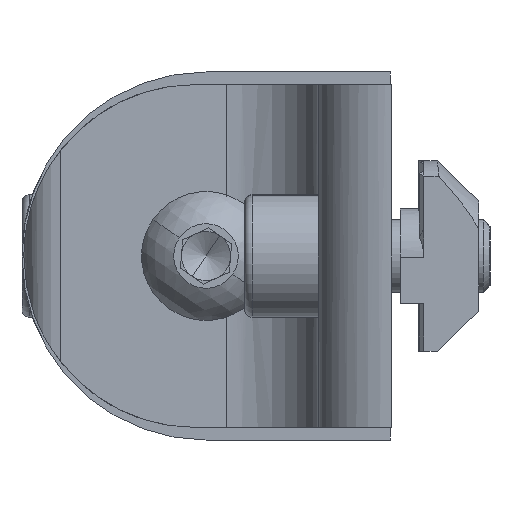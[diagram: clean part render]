
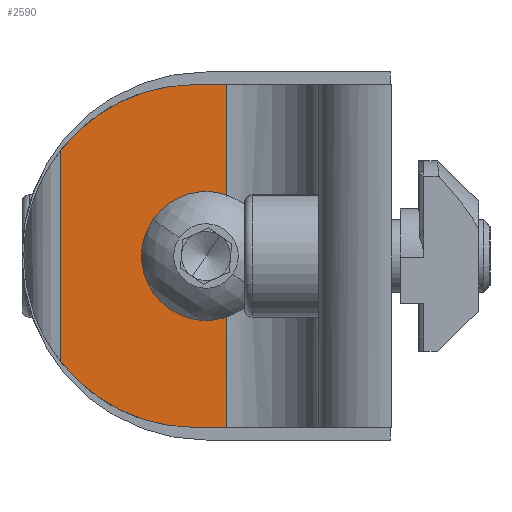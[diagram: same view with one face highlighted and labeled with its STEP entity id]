
A CAD part, left-side view. The second image highlights one B-rep face of the part: STEP entity #2590.
In plain terms, the highlighted planar face has unit normal (-1, 0, 0).
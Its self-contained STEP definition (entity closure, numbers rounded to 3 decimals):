
#96 = EDGE_CURVE ( 'NONE', #1055, #3215, #1895, .T. ) ;
#116 = ORIENTED_EDGE ( 'NONE', *, *, #3747, .T. ) ;
#257 = EDGE_CURVE ( 'NONE', #3215, #2896, #5953, .T. ) ;
#310 = CARTESIAN_POINT ( 'NONE',  ( -6., 13.5, 17.231 ) ) ;
#460 = AXIS2_PLACEMENT_3D ( 'NONE', #5072, #4010, #3560 ) ;
#739 = CARTESIAN_POINT ( 'NONE',  ( -6., 16., 13.95 ) ) ;
#915 = CARTESIAN_POINT ( 'NONE',  ( -6., 6., 0. ) ) ;
#924 = CARTESIAN_POINT ( 'NONE',  ( -6., 16., 0. ) ) ;
#1055 = VERTEX_POINT ( 'NONE', #924 ) ;
#1058 = CARTESIAN_POINT ( 'NONE',  ( -6., 27., 5.34 ) ) ;
#1084 = DIRECTION ( 'NONE',  ( 1., 0., 0. ) ) ;
#1179 = CIRCLE ( 'NONE', #5027, 14. ) ;
#1230 = CARTESIAN_POINT ( 'NONE',  ( -6., 15.15, 13.975 ) ) ;
#1297 = CIRCLE ( 'NONE', #5147, 3.65 ) ;
#1332 = ORIENTED_EDGE ( 'NONE', *, *, #6311, .T. ) ;
#1390 = VERTEX_POINT ( 'NONE', #5249 ) ;
#1536 = VECTOR ( 'NONE', #2894, 1000. ) ;
#1696 = DIRECTION ( 'NONE',  ( 1., 0., 0. ) ) ;
#1710 = DIRECTION ( 'NONE',  ( 0., 0., 1. ) ) ;
#1882 = CARTESIAN_POINT ( 'NONE',  ( -6., 13.5, 27.95 ) ) ;
#1895 = LINE ( 'NONE', #915, #4537 ) ;
#1970 = DIRECTION ( 'NONE',  ( 0., 1., 0. ) ) ;
#2021 = CARTESIAN_POINT ( 'NONE',  ( -6., 15.15, 10.325 ) ) ;
#2098 = ORIENTED_EDGE ( 'NONE', *, *, #6643, .T. ) ;
#2131 = ORIENTED_EDGE ( 'NONE', *, *, #96, .T. ) ;
#2147 = EDGE_LOOP ( 'NONE', ( #4533, #4331, #1332, #4090, #2354, #6777, #116, #2098, #2994, #2131 ) ) ;
#2258 = LINE ( 'NONE', #3822, #1536 ) ;
#2354 = ORIENTED_EDGE ( 'NONE', *, *, #4562, .T. ) ;
#2532 = AXIS2_PLACEMENT_3D ( 'NONE', #1230, #3329, #5865 ) ;
#2590 = ADVANCED_FACE ( 'NONE', ( #4144 ), #5691, .F. ) ;
#2625 = CARTESIAN_POINT ( 'NONE',  ( -6., 16., 14. ) ) ;
#2709 = CARTESIAN_POINT ( 'NONE',  ( -6., 16., 27.95 ) ) ;
#2805 = DIRECTION ( 'NONE',  ( -1., 0., 0. ) ) ;
#2894 = DIRECTION ( 'NONE',  ( 0., -1., 0. ) ) ;
#2896 = VERTEX_POINT ( 'NONE', #5473 ) ;
#2927 = DIRECTION ( 'NONE',  ( 0., 0., 1. ) ) ;
#2994 = ORIENTED_EDGE ( 'NONE', *, *, #6036, .T. ) ;
#3019 = VERTEX_POINT ( 'NONE', #4001 ) ;
#3023 = VERTEX_POINT ( 'NONE', #310 ) ;
#3215 = VERTEX_POINT ( 'NONE', #3779 ) ;
#3292 = CIRCLE ( 'NONE', #4274, 14. ) ;
#3329 = DIRECTION ( 'NONE',  ( 1., 0., 0. ) ) ;
#3362 = DIRECTION ( 'NONE',  ( 0., 1., 0. ) ) ;
#3560 = DIRECTION ( 'NONE',  ( 0., 1., 0. ) ) ;
#3655 = DIRECTION ( 'NONE',  ( -1., 0., 0. ) ) ;
#3747 = EDGE_CURVE ( 'NONE', #6550, #1390, #1179, .T. ) ;
#3779 = CARTESIAN_POINT ( 'NONE',  ( -6., 13.5, 0. ) ) ;
#3780 = CARTESIAN_POINT ( 'NONE',  ( -6., 15.15, 13.975 ) ) ;
#3815 = DIRECTION ( 'NONE',  ( 0., 1., 0. ) ) ;
#3822 = CARTESIAN_POINT ( 'NONE',  ( -6., 6., 27.95 ) ) ;
#4001 = CARTESIAN_POINT ( 'NONE',  ( -6., 13.5, 27.95 ) ) ;
#4010 = DIRECTION ( 'NONE',  ( 1., 0., 0. ) ) ;
#4016 = EDGE_CURVE ( 'NONE', #4818, #3023, #1297, .T. ) ;
#4090 = ORIENTED_EDGE ( 'NONE', *, *, #4016, .T. ) ;
#4144 = FACE_OUTER_BOUND ( 'NONE', #2147, .T. ) ;
#4174 = CIRCLE ( 'NONE', #4934, 3.65 ) ;
#4274 = AXIS2_PLACEMENT_3D ( 'NONE', #2625, #3655, #6271 ) ;
#4294 = VECTOR ( 'NONE', #4816, 1000. ) ;
#4331 = ORIENTED_EDGE ( 'NONE', *, *, #6512, .T. ) ;
#4533 = ORIENTED_EDGE ( 'NONE', *, *, #257, .T. ) ;
#4537 = VECTOR ( 'NONE', #5657, 1000. ) ;
#4562 = EDGE_CURVE ( 'NONE', #3023, #3019, #5678, .T. ) ;
#4816 = DIRECTION ( 'NONE',  ( 0., 0., -1. ) ) ;
#4818 = VERTEX_POINT ( 'NONE', #6302 ) ;
#4934 = AXIS2_PLACEMENT_3D ( 'NONE', #3780, #1696, #3815 ) ;
#5027 = AXIS2_PLACEMENT_3D ( 'NONE', #739, #2805, #3362 ) ;
#5072 = CARTESIAN_POINT ( 'NONE',  ( -6., 6., 27.95 ) ) ;
#5147 = AXIS2_PLACEMENT_3D ( 'NONE', #5213, #1084, #1970 ) ;
#5213 = CARTESIAN_POINT ( 'NONE',  ( -6., 15.15, 13.975 ) ) ;
#5249 = CARTESIAN_POINT ( 'NONE',  ( -6., 27., 22.61 ) ) ;
#5279 = VERTEX_POINT ( 'NONE', #1058 ) ;
#5443 = CARTESIAN_POINT ( 'NONE',  ( -6., 13.5, 27.95 ) ) ;
#5473 = CARTESIAN_POINT ( 'NONE',  ( -6., 13.5, 10.719 ) ) ;
#5657 = DIRECTION ( 'NONE',  ( 0., -1., 0. ) ) ;
#5678 = LINE ( 'NONE', #1882, #6774 ) ;
#5691 = PLANE ( 'NONE',  #460 ) ;
#5695 = EDGE_CURVE ( 'NONE', #6550, #3019, #2258, .T. ) ;
#5865 = DIRECTION ( 'NONE',  ( 0., 1., 0. ) ) ;
#5953 = LINE ( 'NONE', #5443, #6183 ) ;
#6036 = EDGE_CURVE ( 'NONE', #5279, #1055, #3292, .T. ) ;
#6118 = VERTEX_POINT ( 'NONE', #2021 ) ;
#6183 = VECTOR ( 'NONE', #1710, 1000. ) ;
#6271 = DIRECTION ( 'NONE',  ( 0., 1., 0. ) ) ;
#6279 = CARTESIAN_POINT ( 'NONE',  ( -6., 27., 27.95 ) ) ;
#6302 = CARTESIAN_POINT ( 'NONE',  ( -6., 15.15, 17.625 ) ) ;
#6311 = EDGE_CURVE ( 'NONE', #6118, #4818, #4174, .T. ) ;
#6365 = CIRCLE ( 'NONE', #2532, 3.65 ) ;
#6512 = EDGE_CURVE ( 'NONE', #2896, #6118, #6365, .T. ) ;
#6550 = VERTEX_POINT ( 'NONE', #2709 ) ;
#6643 = EDGE_CURVE ( 'NONE', #1390, #5279, #6800, .T. ) ;
#6774 = VECTOR ( 'NONE', #2927, 1000. ) ;
#6777 = ORIENTED_EDGE ( 'NONE', *, *, #5695, .F. ) ;
#6800 = LINE ( 'NONE', #6279, #4294 ) ;
